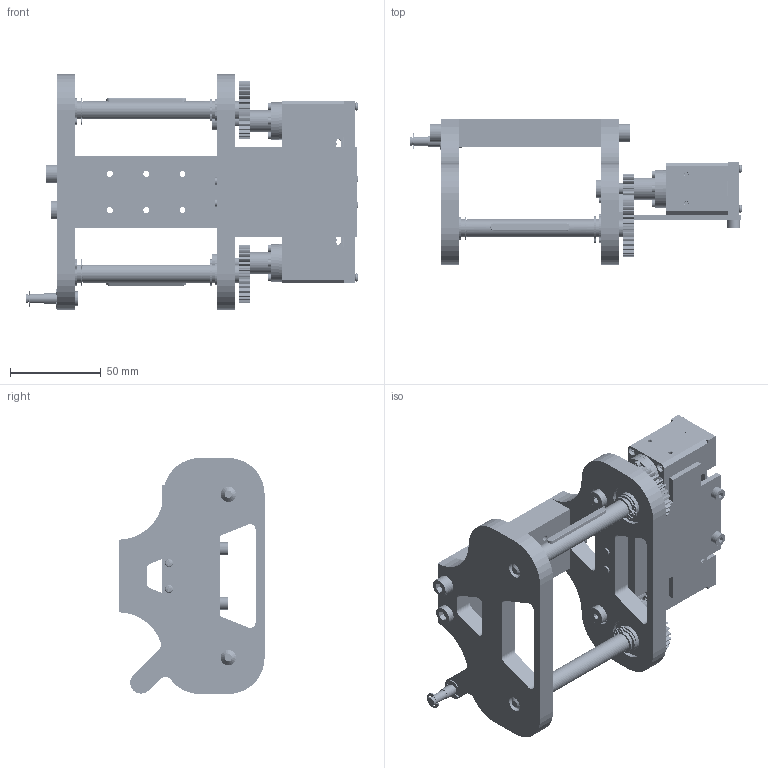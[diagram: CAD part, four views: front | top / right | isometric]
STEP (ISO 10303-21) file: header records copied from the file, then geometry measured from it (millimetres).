
FILE_DESCRIPTION(/* description */ (''),/* implementation_level */ '2;1');
FILE_NAME(/* name */ 'Festehub.stp',/* time_stamp */ '2025-08-07T16:53:33+02:00',/* author */ ('roone'),/* organization */ (''),/* preprocessor_version */ 'ST-DEVELOPER v20',/* originating_system */ 'Autodesk Inventor 2025',/* authorisation */ '');
FILE_SCHEMA (('AUTOMOTIVE_DESIGN { 1 0 10303 214 3 1 1 }'));
Products named in the file (42): Arm Assembly; Midt; A - Bakplate med bushing; 62331200; SubAsm Aksel; GirP30T; KileL44; Aksel; Retainingring10mm; M4x0,7 L12; BallbearingSteel; M6x1,0 L20; MotorBrakettToFeste; BrakettMotor nye motorer (4); fastenbracketmotor fiks; XC-430_idle (1); DC11_B01_CASE_M_DUMMY; DC11_B01_CASE_F_DUMMY; DC11_B01_CASE_B_DUMMY2; DX124_SCREW-COVER; DC11_A01_WIN_LED; DC11_A01_CVR_CABLE; M_DC11_A01_IDLER_ASM; M_DC11_A01_IDLER; M_DC11_A01_IDLER_CAP; DC11_A01_IDLER_SCREW; DC14_A01_INSERT_1; M_DC11_A01_HORN_ASM; M_DC11_A01_HORN; DC11_A01_HORN_INSERT_1; FHS_M2_5X06_NYLOK; B3B-EH; EHR-3; M2x0,4 L5; M4x0,7 L14; PHS_M2_5X12_K; Lille gir + adapter; 619706012; NETWS4; NETWS5 ...
Assembly tree (89 placements, depth 5):
  Arm Assembly
    Midt
    A - Bakplate med bushing
    62331200  x2
    SubAsm Aksel  x2
      GirP30T
      KileL44
      Aksel
      Retainingring10mm
      M4x0,7 L12
    BallbearingSteel  x4
    M6x1,0 L20  x4
    MotorBrakettToFeste
      BrakettMotor nye motorer (4)
      fastenbracketmotor fiks
      XC-430_idle (1)  x2
        DC11_B01_CASE_M_DUMMY
        DC11_B01_CASE_F_DUMMY
        DC11_B01_CASE_B_DUMMY2
        PHS_M2_5X12_K
        DX124_SCREW-COVER
        DC11_A01_WIN_LED
        DC11_A01_CVR_CABLE
        M_DC11_A01_IDLER_ASM
          M_DC11_A01_IDLER
          DC11_A01_HORN_INSERT_1  x4
          M_DC11_A01_IDLER_CAP
          DC11_A01_IDLER_SCREW
        DC14_A01_INSERT_1
        M_DC11_A01_HORN_ASM
          M_DC11_A01_HORN
          DC11_A01_HORN_INSERT_1  x4
          FHS_M2_5X06_NYLOK
        B3B-EH
        EHR-3
      M4x0,7 L14  x4
      M2x0,4 L5  x8
      PHS_M2_5X12_K  x8
      Lille gir + adapter  x2
      619706012  x2
    NETWS4
    NETWS5
    Stabilisator adapter festehub NEW
    A - Forplate
Bounding box: 182.86 x 80 x 130 mm (x, y, z)
Volume: 325597.9 mm3; surface area: 161270.6 mm2
Topology: 122 solids, 184 shells, 6437 faces, 17357 edges, 11522 vertices
Faces by surface type: plane 3826, cylinder 2251, cone 184, torus 106, bspline 36, sphere 34
Full cylindrical faces by diameter (mm): 1.2 x16, 1.6 x4, 1.7 x18, 2 x34, 2.05 x2, 2.1 x28, 2.2 x2, 2.5 x104, 2.6 x16, 2.7 x8, 2.8 x2, 3 x24, 3.242 x2, 3.3 x8, 3.5 x6, 3.65 x2, 3.7 x8, 4 x21, 4.1 x2, 4.134 x2, 4.8 x16, 5 x15, 5.3 x2, 5.5 x2, 5.52 x2, 6 x11, 6.2 x2, 6.4 x6, 7 x8, 7.4 x2
Entity records: 63618 total; most frequent: CARTESIAN_POINT 13196, DIRECTION 10498, ORIENTED_EDGE 9876, EDGE_CURVE 5012, AXIS2_PLACEMENT_3D 3611, VERTEX_POINT 3322, LINE 3276, VECTOR 3276
